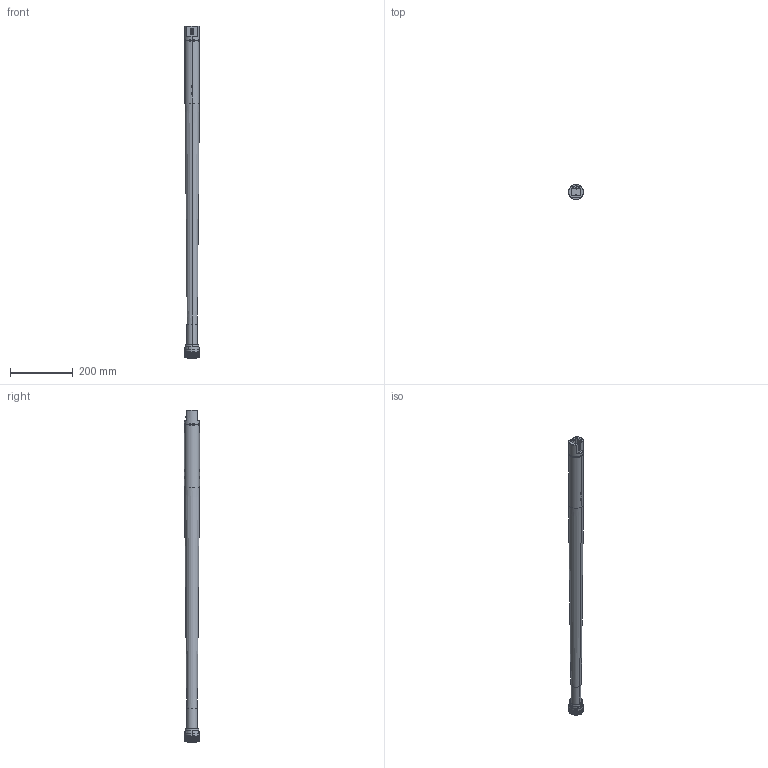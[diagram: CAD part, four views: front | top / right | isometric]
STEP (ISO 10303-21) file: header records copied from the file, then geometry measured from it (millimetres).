
FILE_DESCRIPTION((''),'2;1');
FILE_NAME('8059092447','2024-08-22T13:04:44',('itdsda'),(''),'CREO PARAMETRIC BY PTC INC, 2022414','CREO PARAMETRIC BY PTC INC, 2022414','');
FILE_SCHEMA(('CONFIG_CONTROL_DESIGN','GEOMETRIC_VALIDATION_PROPERTIES_MIM'));
Products named in the file (1): 8059092447
Bounding box: 48 x 48 x 1062.2 mm (x, y, z)
Volume: 1457667.6 mm3; surface area: 166274.7 mm2
Topology: 1 solids, 17 shells, 3102 faces, 8273 edges, 5442 vertices
Faces by surface type: bspline 1311, plane 548, extrusion 532, cylinder 454, cone 215, torus 38, sphere 4
Entity records: 157232 total; most frequent: CARTESIAN_POINT 69061, ORIENTED_EDGE 16486, EDGE_CURVE 8243, DIRECTION 8066, VERTEX_POINT 5442, B_SPLINE_CURVE_WITH_KNOTS 4630, VECTOR 3806, PRESENTATION_STYLE_ASSIGNMENT 3457
